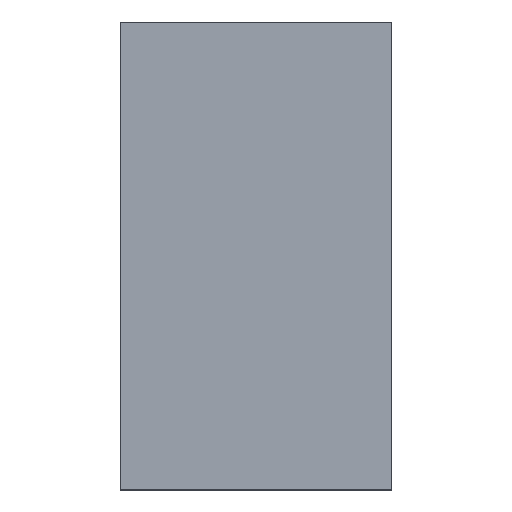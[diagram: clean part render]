
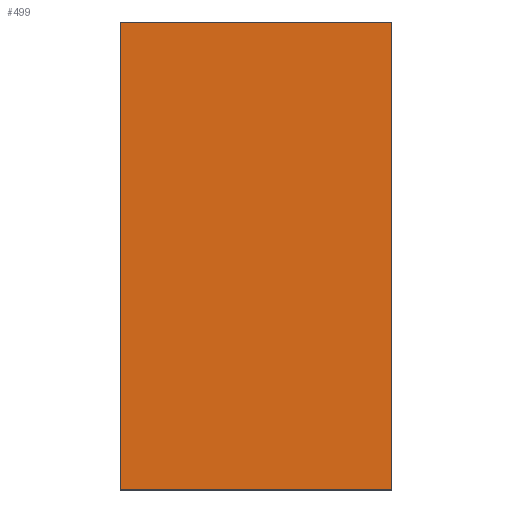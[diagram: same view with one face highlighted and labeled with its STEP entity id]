
A CAD part, top view. The second image highlights one B-rep face of the part: STEP entity #499.
In plain terms, the highlighted planar face has unit normal (0, 0, 1).
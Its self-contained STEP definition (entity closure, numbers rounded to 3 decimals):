
#486=AXIS2_PLACEMENT_3D('Plane Axis2P3D',#483,#484,#485) ;
#260=CARTESIAN_POINT('Vertex',(0.,0.,2.473)) ;
#263=CARTESIAN_POINT('Line Origine',(0.,5.,2.473)) ;
#267=CARTESIAN_POINT('Vertex',(0.,10.,2.473)) ;
#323=CARTESIAN_POINT('Vertex',(5.8,10.,2.473)) ;
#326=CARTESIAN_POINT('Line Origine',(5.8,5.,2.473)) ;
#330=CARTESIAN_POINT('Vertex',(5.8,0.,2.473)) ;
#471=CARTESIAN_POINT('Line Origine',(2.9,0.,2.473)) ;
#483=CARTESIAN_POINT('Axis2P3D Location',(2.9,5.,2.473)) ;
#488=CARTESIAN_POINT('Line Origine',(2.9,10.,2.473)) ;
#264=DIRECTION('Vector Direction',(0.,-1.,0.)) ;
#327=DIRECTION('Vector Direction',(0.,1.,0.)) ;
#472=DIRECTION('Vector Direction',(-1.,0.,0.)) ;
#484=DIRECTION('Axis2P3D Direction',(0.,0.,1.)) ;
#485=DIRECTION('Axis2P3D XDirection',(-1.,0.,0.)) ;
#489=DIRECTION('Vector Direction',(1.,0.,0.)) ;
#265=VECTOR('Line Direction',#264,1.) ;
#328=VECTOR('Line Direction',#327,1.) ;
#473=VECTOR('Line Direction',#472,1.) ;
#490=VECTOR('Line Direction',#489,1.) ;
#494=ORIENTED_EDGE('',*,*,#332,.T.) ;
#495=ORIENTED_EDGE('',*,*,#492,.T.) ;
#496=ORIENTED_EDGE('',*,*,#269,.T.) ;
#497=ORIENTED_EDGE('',*,*,#475,.T.) ;
#499=ADVANCED_FACE('S3D gedreht',(#498),#487,.T.) ;
#269=EDGE_CURVE('',#268,#261,#266,.T.) ;
#332=EDGE_CURVE('',#331,#324,#329,.T.) ;
#475=EDGE_CURVE('',#261,#331,#474,.F.) ;
#492=EDGE_CURVE('',#324,#268,#491,.F.) ;
#493=EDGE_LOOP('',(#494,#495,#496,#497)) ;
#498=FACE_OUTER_BOUND('',#493,.T.) ;
#266=LINE('Line',#263,#265) ;
#329=LINE('Line',#326,#328) ;
#474=LINE('Line',#471,#473) ;
#491=LINE('Line',#488,#490) ;
#487=PLANE('',#486) ;
#261=VERTEX_POINT('',#260) ;
#268=VERTEX_POINT('',#267) ;
#324=VERTEX_POINT('',#323) ;
#331=VERTEX_POINT('',#330) ;
